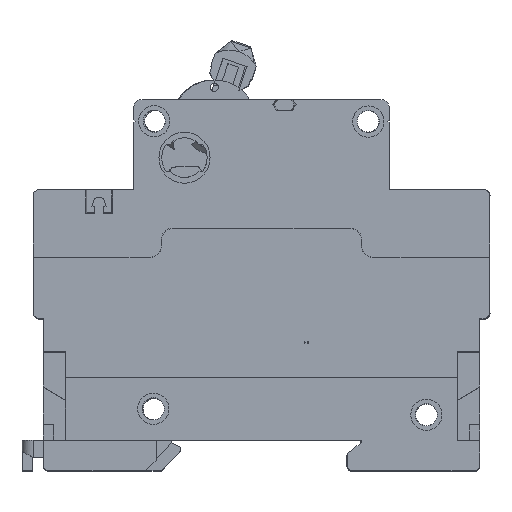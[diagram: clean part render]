
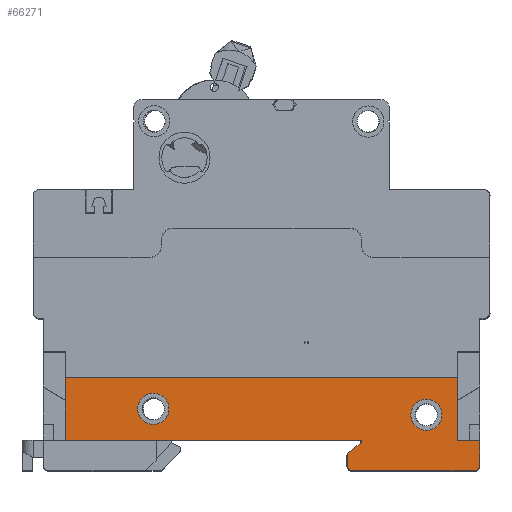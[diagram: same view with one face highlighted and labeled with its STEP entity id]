
A CAD part, top view. The second image highlights one B-rep face of the part: STEP entity #66271.
In plain terms, the highlighted planar face has unit normal (0, 0, 1).
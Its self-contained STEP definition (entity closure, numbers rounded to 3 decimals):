
#7637 = EDGE_CURVE ( 'NONE', #86290, #86289, #46852, .T. ) ;
#7641 = EDGE_CURVE ( 'NONE', #86300, #86295, #46858, .T. ) ;
#8845 = EDGE_CURVE ( 'NONE', #86129, #86131, #78026, .T. ) ;
#12150 = VERTEX_POINT ( 'NONE', #59479 ) ;
#12151 = VERTEX_POINT ( 'NONE', #59481 ) ;
#12155 = VERTEX_POINT ( 'NONE', #59487 ) ;
#12157 = VERTEX_POINT ( 'NONE', #59489 ) ;
#12168 = VERTEX_POINT ( 'NONE', #59504 ) ;
#14520 = FACE_BOUND ( 'NONE', #87065, .T. ) ;
#14521 = FACE_BOUND ( 'NONE', #87066, .T. ) ;
#14522 = FACE_OUTER_BOUND ( 'NONE', #87067, .T. ) ;
#20735 = CARTESIAN_POINT ( 'NONE',  ( 83.375, -17.84, 26.67 ) ) ;
#20738 = CARTESIAN_POINT ( 'NONE',  ( 81.975, -22.835, 26.67 ) ) ;
#20780 = CARTESIAN_POINT ( 'NONE',  ( 104.275, -17.525, 26.67 ) ) ;
#20793 = CARTESIAN_POINT ( 'NONE',  ( 103.275, -22.835, 26.67 ) ) ;
#20794 = CARTESIAN_POINT ( 'NONE',  ( 104.275, -21.835, 26.67 ) ) ;
#24311 = AXIS2_PLACEMENT_3D ( 'NONE', #26636, #26637, #26638 ) ;
#26635 = PLANE ( 'NONE',  #24311 ) ;
#26636 = CARTESIAN_POINT ( 'NONE',  ( 39.865, -73.425, 26.67 ) ) ;
#26637 = DIRECTION ( 'NONE',  ( 0., 0., -1. ) ) ;
#26638 = DIRECTION ( 'NONE',  ( -1., 0., 0. ) ) ;
#29894 = LINE ( 'NONE', #38157, #31968 ) ;
#29913 = LINE ( 'NONE', #38201, #31991 ) ;
#29914 = LINE ( 'NONE', #38203, #31993 ) ;
#29915 = LINE ( 'NONE', #38208, #31995 ) ;
#31916 = CIRCLE ( 'NONE', #31990, 2.75 ) ;
#31953 = CIRCLE ( 'NONE', #31994, 1. ) ;
#31968 = VECTOR ( 'NONE', #38158, 1000. ) ;
#31986 = CIRCLE ( 'NONE', #31988, 2.75 ) ;
#31988 = AXIS2_PLACEMENT_3D ( 'NONE', #38195, #38196, #38197 ) ;
#31990 = AXIS2_PLACEMENT_3D ( 'NONE', #38198, #38199, #38200 ) ;
#31991 = VECTOR ( 'NONE', #38202, 1000. ) ;
#31993 = VECTOR ( 'NONE', #38204, 1000. ) ;
#31994 = AXIS2_PLACEMENT_3D ( 'NONE', #38205, #38206, #38207 ) ;
#31995 = VECTOR ( 'NONE', #38209, 1000. ) ;
#32276 = VECTOR ( 'NONE', #62098, 1000. ) ;
#32280 = VECTOR ( 'NONE', #62106, 1000. ) ;
#32290 = VECTOR ( 'NONE', #62124, 1000. ) ;
#38157 = CARTESIAN_POINT ( 'NONE',  ( 39.865, -17.525, 26.67 ) ) ;
#38158 = DIRECTION ( 'NONE',  ( 1., 0., 0. ) ) ;
#38195 = CARTESIAN_POINT ( 'NONE',  ( 46.771, -11.901, 26.67 ) ) ;
#38196 = DIRECTION ( 'NONE',  ( 0., 0., 1. ) ) ;
#38197 = DIRECTION ( 'NONE',  ( 0., -1., 0. ) ) ;
#38198 = CARTESIAN_POINT ( 'NONE',  ( 94.857, -12.945, 26.67 ) ) ;
#38199 = DIRECTION ( 'NONE',  ( 0., 0., 1. ) ) ;
#38200 = DIRECTION ( 'NONE',  ( 0., -1., 0. ) ) ;
#38201 = CARTESIAN_POINT ( 'NONE',  ( 83.375, -19.625, 26.67 ) ) ;
#38202 = DIRECTION ( 'NONE',  ( 0., -1., 0. ) ) ;
#38203 = CARTESIAN_POINT ( 'NONE',  ( 39.865, -22.835, 26.67 ) ) ;
#38204 = DIRECTION ( 'NONE',  ( 1., 0., 0. ) ) ;
#38205 = CARTESIAN_POINT ( 'NONE',  ( 103.275, -21.835, 26.67 ) ) ;
#38206 = DIRECTION ( 'NONE',  ( 0., 0., 1. ) ) ;
#38207 = DIRECTION ( 'NONE',  ( -1., 0., 0. ) ) ;
#38208 = CARTESIAN_POINT ( 'NONE',  ( 104.275, -21.835, 26.67 ) ) ;
#38209 = DIRECTION ( 'NONE',  ( 0., 1., 0. ) ) ;
#41408 = VERTEX_POINT ( 'NONE', #20735 ) ;
#41411 = VERTEX_POINT ( 'NONE', #20738 ) ;
#41453 = VERTEX_POINT ( 'NONE', #20780 ) ;
#41466 = VERTEX_POINT ( 'NONE', #20793 ) ;
#41467 = VERTEX_POINT ( 'NONE', #20794 ) ;
#46852 = CIRCLE ( 'NONE', #46853, 2.75 ) ;
#46853 = AXIS2_PLACEMENT_3D ( 'NONE', #88723, #88724, #88725 ) ;
#46858 = CIRCLE ( 'NONE', #46859, 2.75 ) ;
#46859 = AXIS2_PLACEMENT_3D ( 'NONE', #88733, #88734, #88735 ) ;
#50891 = ORIENTED_EDGE ( 'NONE', *, *, #74835, .T. ) ;
#50892 = ORIENTED_EDGE ( 'NONE', *, *, #7641, .F. ) ;
#50893 = ORIENTED_EDGE ( 'NONE', *, *, #74592, .F. ) ;
#50894 = ORIENTED_EDGE ( 'NONE', *, *, #74593, .F. ) ;
#50895 = ORIENTED_EDGE ( 'NONE', *, *, #7637, .F. ) ;
#50896 = ORIENTED_EDGE ( 'NONE', *, *, #74594, .T. ) ;
#50897 = ORIENTED_EDGE ( 'NONE', *, *, #74932, .F. ) ;
#50898 = ORIENTED_EDGE ( 'NONE', *, *, #74927, .F. ) ;
#50899 = ORIENTED_EDGE ( 'NONE', *, *, #74595, .T. ) ;
#50900 = ORIENTED_EDGE ( 'NONE', *, *, #74597, .T. ) ;
#50901 = ORIENTED_EDGE ( 'NONE', *, *, #74596, .T. ) ;
#50902 = ORIENTED_EDGE ( 'NONE', *, *, #74573, .F. ) ;
#50903 = ORIENTED_EDGE ( 'NONE', *, *, #74848, .T. ) ;
#50904 = ORIENTED_EDGE ( 'NONE', *, *, #74839, .F. ) ;
#50905 = ORIENTED_EDGE ( 'NONE', *, *, #74939, .F. ) ;
#50906 = ORIENTED_EDGE ( 'NONE', *, *, #8845, .T. ) ;
#59479 = CARTESIAN_POINT ( 'NONE',  ( 80.975, -19.78, 26.67 ) ) ;
#59481 = CARTESIAN_POINT ( 'NONE',  ( 80.975, -21.835, 26.67 ) ) ;
#59487 = CARTESIAN_POINT ( 'NONE',  ( 100.265, -6.442, 26.67 ) ) ;
#59489 = CARTESIAN_POINT ( 'NONE',  ( 100.265, -17.525, 26.67 ) ) ;
#59504 = CARTESIAN_POINT ( 'NONE',  ( 31.365, -6.442, 26.67 ) ) ;
#62097 = CARTESIAN_POINT ( 'NONE',  ( 80.975, -13.375, 26.67 ) ) ;
#62098 = DIRECTION ( 'NONE',  ( 0., -1., 0. ) ) ;
#62105 = CARTESIAN_POINT ( 'NONE',  ( 100.265, -13.375, 26.67 ) ) ;
#62106 = DIRECTION ( 'NONE',  ( 0., -1., 0. ) ) ;
#62123 = CARTESIAN_POINT ( 'NONE',  ( 39.865, -6.442, 26.67 ) ) ;
#62124 = DIRECTION ( 'NONE',  ( -1., 0., 0. ) ) ;
#62357 = CARTESIAN_POINT ( 'NONE',  ( 59.251, -37.348, 26.67 ) ) ;
#62359 = DIRECTION ( 'NONE',  ( 0.778, 0.629, 0. ) ) ;
#62382 = CARTESIAN_POINT ( 'NONE',  ( 81.975, -21.835, 26.67 ) ) ;
#62384 = DIRECTION ( 'NONE',  ( 0., 0., -1. ) ) ;
#62386 = DIRECTION ( 'NONE',  ( 0., 1., 0. ) ) ;
#62418 = CARTESIAN_POINT ( 'NONE',  ( 31.365, -13.375, 26.67 ) ) ;
#62419 = DIRECTION ( 'NONE',  ( 0., 1., 0. ) ) ;
#63554 = CARTESIAN_POINT ( 'NONE',  ( 31.365, -17.415, 26.67 ) ) ;
#63556 = CARTESIAN_POINT ( 'NONE',  ( 83.375, -17.415, 26.67 ) ) ;
#63627 = LINE ( 'NONE', #62097, #32276 ) ;
#63631 = LINE ( 'NONE', #62105, #32280 ) ;
#63640 = LINE ( 'NONE', #62123, #32290 ) ;
#63702 = LINE ( 'NONE', #62357, #64352 ) ;
#63711 = LINE ( 'NONE', #62418, #64366 ) ;
#64337 = CIRCLE ( 'NONE', #64358, 1. ) ;
#64352 = VECTOR ( 'NONE', #62359, 1000. ) ;
#64358 = AXIS2_PLACEMENT_3D ( 'NONE', #62382, #62384, #62386 ) ;
#64366 = VECTOR ( 'NONE', #62419, 1000. ) ;
#66271 = ADVANCED_FACE ( 'NONE', ( #14520, #14521, #14522 ), #26635, .F. ) ;
#67121 = CARTESIAN_POINT ( 'NONE',  ( 94.857, -15.695, 26.67 ) ) ;
#67122 = CARTESIAN_POINT ( 'NONE',  ( 94.857, -10.195, 26.67 ) ) ;
#67127 = CARTESIAN_POINT ( 'NONE',  ( 46.771, -14.651, 26.67 ) ) ;
#67132 = CARTESIAN_POINT ( 'NONE',  ( 46.771, -9.151, 26.67 ) ) ;
#74573 = EDGE_CURVE ( 'NONE', #12157, #41453, #29894, .T. ) ;
#74592 = EDGE_CURVE ( 'NONE', #86295, #86300, #31986, .T. ) ;
#74593 = EDGE_CURVE ( 'NONE', #86289, #86290, #31916, .T. ) ;
#74594 = EDGE_CURVE ( 'NONE', #86131, #41408, #29913, .T. ) ;
#74595 = EDGE_CURVE ( 'NONE', #41411, #41466, #29914, .T. ) ;
#74596 = EDGE_CURVE ( 'NONE', #41466, #41467, #31953, .T. ) ;
#74597 = EDGE_CURVE ( 'NONE', #41467, #41453, #29915, .T. ) ;
#74835 = EDGE_CURVE ( 'NONE', #12150, #12151, #63627, .T. ) ;
#74839 = EDGE_CURVE ( 'NONE', #12155, #12157, #63631, .T. ) ;
#74848 = EDGE_CURVE ( 'NONE', #12155, #12168, #63640, .T. ) ;
#74927 = EDGE_CURVE ( 'NONE', #12150, #41408, #63702, .T. ) ;
#74932 = EDGE_CURVE ( 'NONE', #41411, #12151, #64337, .T. ) ;
#74939 = EDGE_CURVE ( 'NONE', #86129, #12168, #63711, .T. ) ;
#76389 = CARTESIAN_POINT ( 'NONE',  ( 82.175, -17.415, 26.67 ) ) ;
#76391 = DIRECTION ( 'NONE',  ( 1., 0., 0. ) ) ;
#78026 = LINE ( 'NONE', #76389, #79805 ) ;
#79805 = VECTOR ( 'NONE', #76391, 1000. ) ;
#86129 = VERTEX_POINT ( 'NONE', #63554 ) ;
#86131 = VERTEX_POINT ( 'NONE', #63556 ) ;
#86289 = VERTEX_POINT ( 'NONE', #67121 ) ;
#86290 = VERTEX_POINT ( 'NONE', #67122 ) ;
#86295 = VERTEX_POINT ( 'NONE', #67127 ) ;
#86300 = VERTEX_POINT ( 'NONE', #67132 ) ;
#87065 = EDGE_LOOP ( 'NONE', ( #50892, #50893 ) ) ;
#87066 = EDGE_LOOP ( 'NONE', ( #50895, #50894 ) ) ;
#87067 = EDGE_LOOP ( 'NONE', ( #50896, #50898, #50891, #50897, #50899, #50901, #50900, #50902, #50904, #50903, #50905, #50906 ) ) ;
#88723 = CARTESIAN_POINT ( 'NONE',  ( 94.857, -12.945, 26.67 ) ) ;
#88724 = DIRECTION ( 'NONE',  ( 0., 0., 1. ) ) ;
#88725 = DIRECTION ( 'NONE',  ( 0., -1., 0. ) ) ;
#88733 = CARTESIAN_POINT ( 'NONE',  ( 46.771, -11.901, 26.67 ) ) ;
#88734 = DIRECTION ( 'NONE',  ( 0., 0., 1. ) ) ;
#88735 = DIRECTION ( 'NONE',  ( 0., -1., 0. ) ) ;
